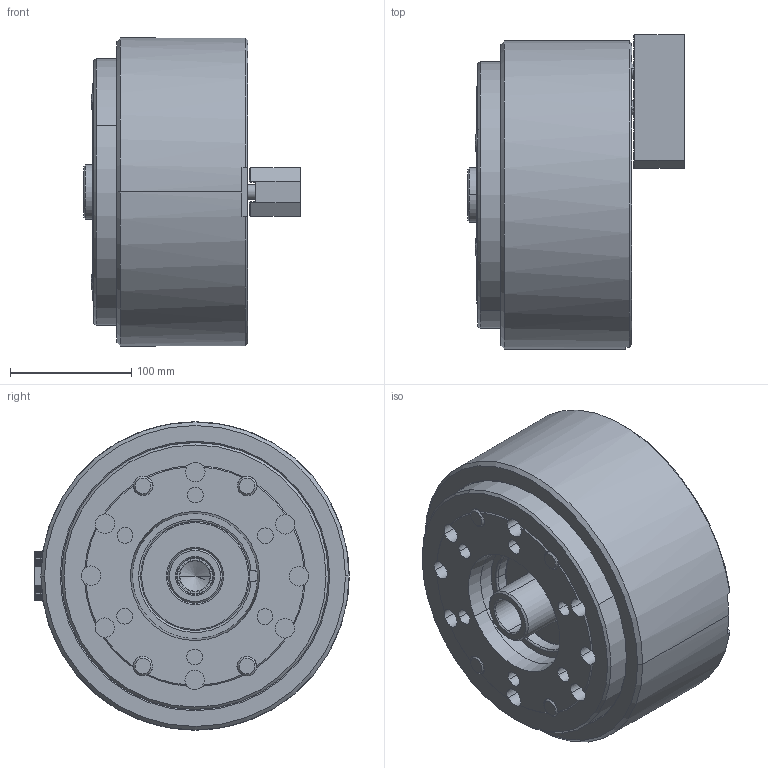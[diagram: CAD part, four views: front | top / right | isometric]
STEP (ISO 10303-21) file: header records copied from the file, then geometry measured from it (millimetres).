
FILE_DESCRIPTION (( 'STEP AP203' ), '1' );
FILE_NAME ('CF-1L-10A6.STEP', '2020-01-13T02:51:30', ( 'temp' ), ( '' ), 'SwSTEP 2.0', 'SolidWorks 2016', '' );
FILE_SCHEMA (( 'CONFIG_CONTROL_DESIGN' ));
Length unit declared in the file: millimetre
Products named in the file (13): 圓頭內六角螺栓_M16x110; 半圓頭六角孔螺栓_M5x10; CF-1L-10-0100G; CF-1L-10-02000; CF-1L-10-07000; 圓頭內六角螺栓_M8x16; CF-1L-10-05000; 無頭六角孔螺絲_M10x12; CF-1L-10-08000; CF-3H-10A6法蘭板; SJ-10; CF-1L-10A6; 圓頭內六角螺栓_M12x30
Assembly tree (18 placements, depth 2):
  CF-1L-10A6
    CF-1L-10-0100G
    CF-1L-10-02000
    CF-1L-10-07000
    CF-1L-10-05000
    CF-1L-10-08000
    SJ-10
    圓頭內六角螺栓_M12x30  x2
    圓頭內六角螺栓_M16x110  x4
    半圓頭六角孔螺栓_M5x10  x3
    圓頭內六角螺栓_M8x16
    無頭六角孔螺絲_M10x12
    CF-3H-10A6法蘭板
Bounding box: 178.64 x 258.93 x 254 mm (x, y, z)
Volume: 5802523.8 mm3; surface area: 510039.8 mm2
Topology: 18 solids, 18 shells, 1340 faces, 3518 edges, 2240 vertices
Faces by surface type: plane 709, cylinder 434, cone 173, torus 24
Entity records: 38286 total; most frequent: CARTESIAN_POINT 7489, ORIENTED_EDGE 6260, DIRECTION 5945, EDGE_CURVE 3130, LINE 2059, VECTOR 2059, VERTEX_POINT 2039, AXIS2_PLACEMENT_3D 1943
